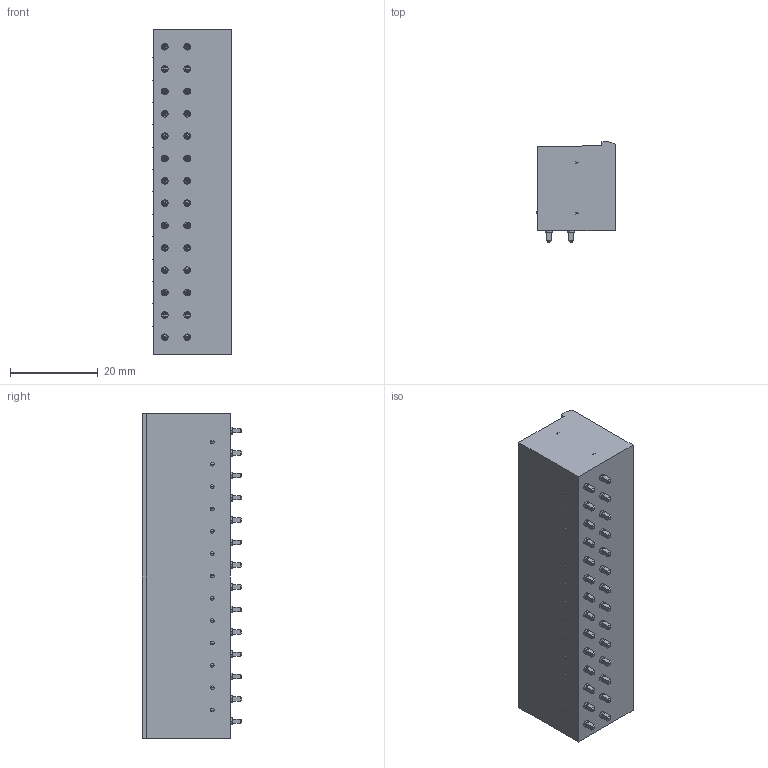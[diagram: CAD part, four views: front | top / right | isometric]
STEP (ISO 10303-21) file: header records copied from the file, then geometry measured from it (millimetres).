
FILE_DESCRIPTION(('SolidDesigner STEP Export'),'2;1');
FILE_NAME('ccdn_2.5-14-g1.stp','2010-08-03T12:13:06',(''),(''),'CoCreate Modeling STEP processor for AP214 (Solid Model)','CoCreate Modeling 16.00A 16-Aug-2008 (C) Parametric Technology GmbH','');
FILE_SCHEMA(('AUTOMOTIVE_DESIGN { 1 0 10303 214 1 1 1 1 }'));
Length unit declared in the file: millimetre
Products named in the file (2): ccdn_2.5-14-g1
Assembly tree (1 placements, depth 2):
  ccdn_2.5-14-g1
    ccdn_2.5-14-g1
Bounding box: 17.8 x 22.7 x 73.84 mm (x, y, z)
Volume: 17709.5 mm3; surface area: 10548.2 mm2
Topology: 1 solids, 1 shells, 1357 faces, 3216 edges, 2032 vertices
Faces by surface type: plane 1026, cylinder 249, cone 56, sphere 26
Entity records: 48388 total; most frequent: CARTESIAN_POINT 6967, ORIENTED_EDGE 6432, DIRECTION 5903, EDGE_CURVE 3216, VECTOR 2511, LINE 2511, VERTEX_POINT 2032, AXIS2_PLACEMENT_3D 1696
